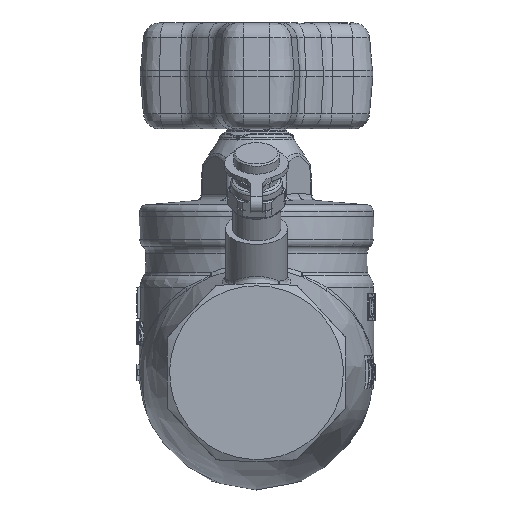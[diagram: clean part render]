
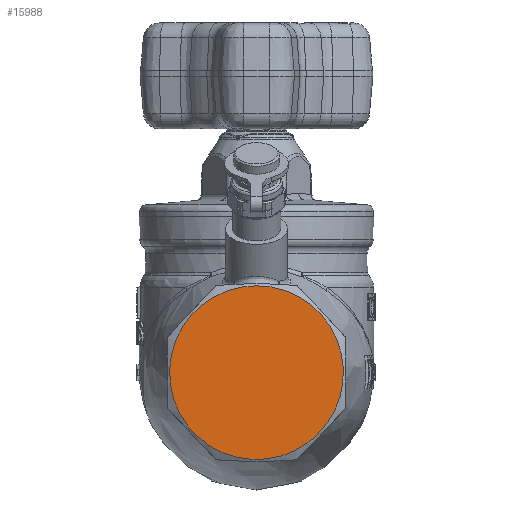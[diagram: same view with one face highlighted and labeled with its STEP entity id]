
A CAD part, left-side view. The second image highlights one B-rep face of the part: STEP entity #15988.
In plain terms, the highlighted planar face has unit normal (-1, 0, 0).
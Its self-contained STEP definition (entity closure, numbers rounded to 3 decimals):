
#12370=FACE_OUTER_BOUND('',#18357,.T.);
#15988=ADVANCED_FACE('',(#12370),#17614,.T.);
#17614=PLANE('',#39597);
#18357=EDGE_LOOP('',(#23779));
#23779=ORIENTED_EDGE('',*,*,#34566,.T.);
#31965=VERTEX_POINT('',#47842);
#34566=EDGE_CURVE('',#31965,#31965,#38631,.T.);
#38631=CIRCLE('',#39596,26.5);
#39596=AXIS2_PLACEMENT_3D('',#47841,#41638,#41639);
#39597=AXIS2_PLACEMENT_3D('',#47843,#41640,#41641);
#41638=DIRECTION('',(-1.,0.,0.));
#41639=DIRECTION('',(0.,0.,1.));
#41640=DIRECTION('',(-1.,0.,0.));
#41641=DIRECTION('',(0.,0.,1.));
#47841=CARTESIAN_POINT('',(-75.,0.,0.));
#47842=CARTESIAN_POINT('',(-75.,0.,26.5));
#47843=CARTESIAN_POINT('',(-75.,0.,0.));
